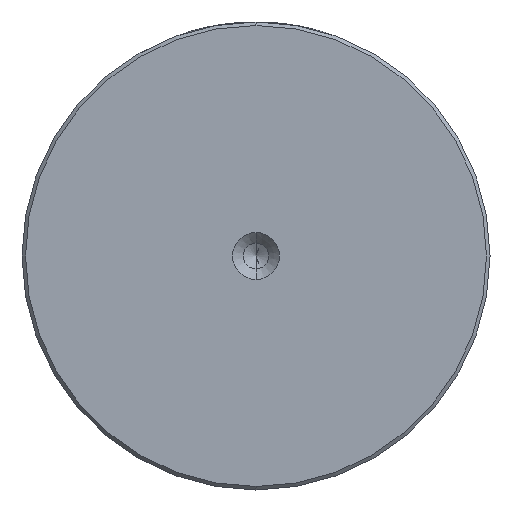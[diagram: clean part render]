
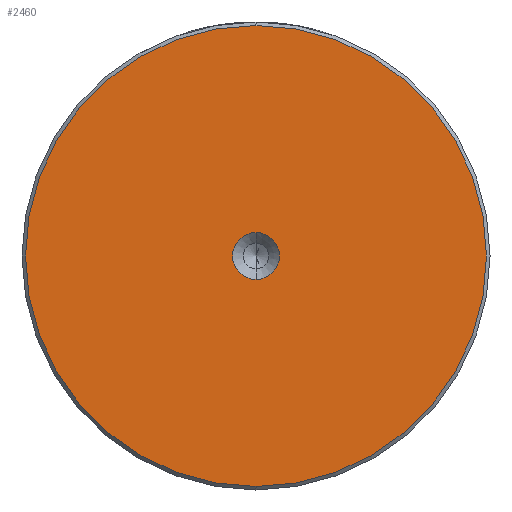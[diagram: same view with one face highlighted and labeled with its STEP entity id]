
A CAD part, left-side view. The second image highlights one B-rep face of the part: STEP entity #2460.
In plain terms, the highlighted planar face has unit normal (-1, 0, 0).
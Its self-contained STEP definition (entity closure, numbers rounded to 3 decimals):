
#121 = DIRECTION ( 'NONE',  ( 0., 0., 1. ) ) ;
#213 = EDGE_CURVE ( 'NONE', #539, #2873, #2752, .T. ) ;
#219 = EDGE_CURVE ( 'NONE', #2873, #539, #2092, .T. ) ;
#272 = VERTEX_POINT ( 'NONE', #2439 ) ;
#388 = DIRECTION ( 'NONE',  ( -1., 0., 0. ) ) ;
#395 = EDGE_LOOP ( 'NONE', ( #448, #862 ) ) ;
#448 = ORIENTED_EDGE ( 'NONE', *, *, #1551, .T. ) ;
#457 = DIRECTION ( 'NONE',  ( 0., 0., 1. ) ) ;
#539 = VERTEX_POINT ( 'NONE', #2125 ) ;
#687 = ORIENTED_EDGE ( 'NONE', *, *, #219, .F. ) ;
#739 = CARTESIAN_POINT ( 'NONE',  ( 0., 0., 0. ) ) ;
#793 = ORIENTED_EDGE ( 'NONE', *, *, #213, .F. ) ;
#805 = DIRECTION ( 'NONE',  ( -1., 0., 0. ) ) ;
#862 = ORIENTED_EDGE ( 'NONE', *, *, #2221, .T. ) ;
#978 = DIRECTION ( 'NONE',  ( 0., 0., 1. ) ) ;
#1040 = CARTESIAN_POINT ( 'NONE',  ( 0., 0., 0. ) ) ;
#1073 = CARTESIAN_POINT ( 'NONE',  ( 0., 0., 0. ) ) ;
#1159 = FACE_BOUND ( 'NONE', #2444, .T. ) ;
#1171 = CARTESIAN_POINT ( 'NONE',  ( 0., 0., -3.3 ) ) ;
#1213 = AXIS2_PLACEMENT_3D ( 'NONE', #1753, #1528, #1523 ) ;
#1238 = FACE_OUTER_BOUND ( 'NONE', #395, .T. ) ;
#1356 = AXIS2_PLACEMENT_3D ( 'NONE', #2866, #2860, #2646 ) ;
#1434 = VERTEX_POINT ( 'NONE', #1460 ) ;
#1460 = CARTESIAN_POINT ( 'NONE',  ( 0., 0., 32.5 ) ) ;
#1523 = DIRECTION ( 'NONE',  ( 0., 0., 1. ) ) ;
#1528 = DIRECTION ( 'NONE',  ( -1., 0., 0. ) ) ;
#1551 = EDGE_CURVE ( 'NONE', #272, #1434, #2282, .T. ) ;
#1753 = CARTESIAN_POINT ( 'NONE',  ( 0., 0., 0. ) ) ;
#1953 = CIRCLE ( 'NONE', #2000, 32.5 ) ;
#2000 = AXIS2_PLACEMENT_3D ( 'NONE', #1073, #388, #457 ) ;
#2092 = CIRCLE ( 'NONE', #1356, 3.3 ) ;
#2125 = CARTESIAN_POINT ( 'NONE',  ( 0., 0., 3.3 ) ) ;
#2221 = EDGE_CURVE ( 'NONE', #1434, #272, #1953, .T. ) ;
#2282 = CIRCLE ( 'NONE', #2558, 32.5 ) ;
#2344 = DIRECTION ( 'NONE',  ( -1., 0., 0. ) ) ;
#2439 = CARTESIAN_POINT ( 'NONE',  ( 0., 0., -32.5 ) ) ;
#2444 = EDGE_LOOP ( 'NONE', ( #793, #687 ) ) ;
#2460 = ADVANCED_FACE ( 'NONE', ( #1238, #1159 ), #2838, .T. ) ;
#2558 = AXIS2_PLACEMENT_3D ( 'NONE', #739, #2344, #978 ) ;
#2646 = DIRECTION ( 'NONE',  ( 0., 0., 1. ) ) ;
#2689 = AXIS2_PLACEMENT_3D ( 'NONE', #1040, #805, #121 ) ;
#2752 = CIRCLE ( 'NONE', #1213, 3.3 ) ;
#2838 = PLANE ( 'NONE',  #2689 ) ;
#2860 = DIRECTION ( 'NONE',  ( -1., 0., 0. ) ) ;
#2866 = CARTESIAN_POINT ( 'NONE',  ( 0., 0., 0. ) ) ;
#2873 = VERTEX_POINT ( 'NONE', #1171 ) ;
